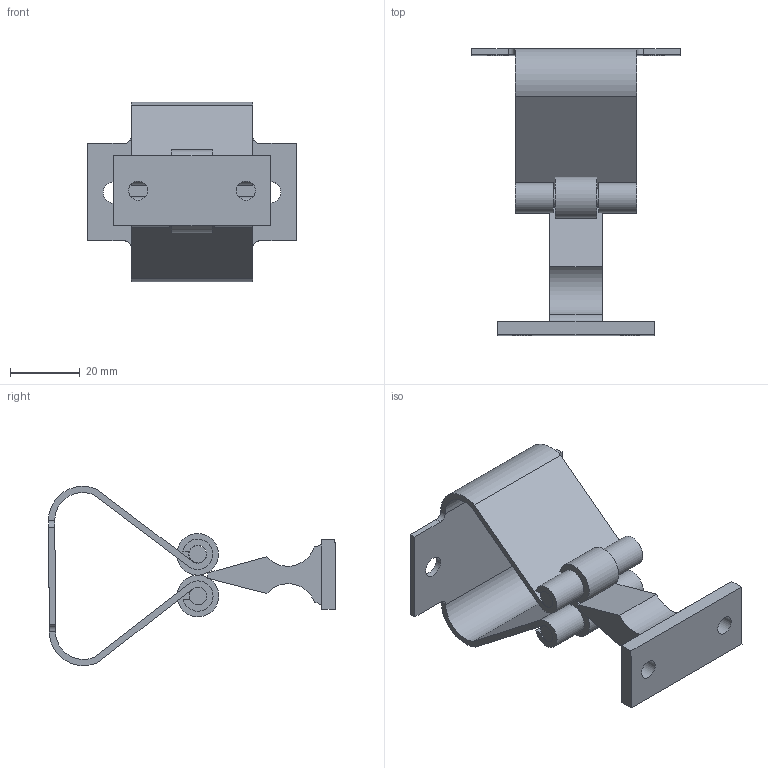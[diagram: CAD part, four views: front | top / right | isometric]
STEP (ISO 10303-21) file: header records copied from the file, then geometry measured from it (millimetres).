
FILE_DESCRIPTION((''),'2;1');
FILE_NAME('1302.stp','2009-09-28T13:30:47',('Didierr'),(''),'Autodesk Inventor 2010','Autodesk Inventor 2010','');
FILE_SCHEMA(('AUTOMOTIVE_DESIGN { 1 0 10303 214 1 1 1 1 }'));
Length unit declared in the file: millimetre
Products named in the file (5): 1302; 15076; 15658; 15075; 15858
Assembly tree (6 placements, depth 2):
  1302
    15076  x2
    15658  x2
    15075
    15858
Bounding box: 60 x 82.49 x 51.54 mm (x, y, z)
Volume: 21643.7 mm3; surface area: 19886.8 mm2
Topology: 6 solids, 6 shells, 77 faces, 174 edges, 110 vertices
Faces by surface type: plane 42, cylinder 30, bspline 3, cone 2
Full cylindrical faces by diameter (mm): 5 x2, 5.1 x2, 5.5 x2, 6.1 x2, 12 x2
Entity records: 2121 total; most frequent: DIRECTION 364, CARTESIAN_POINT 347, ORIENTED_EDGE 310, EDGE_CURVE 155, AXIS2_PLACEMENT_3D 132, VERTEX_POINT 103, VECTOR 100, LINE 100
